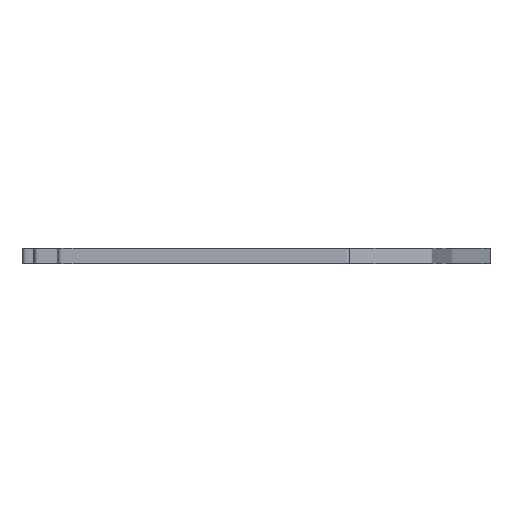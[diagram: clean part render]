
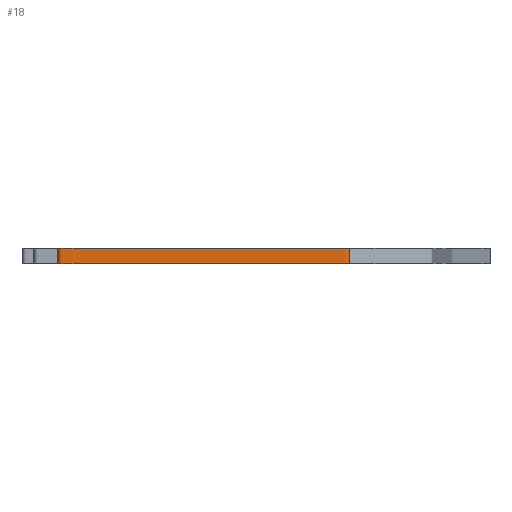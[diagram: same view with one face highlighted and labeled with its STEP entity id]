
A CAD part, left-side view. The second image highlights one B-rep face of the part: STEP entity #18.
In plain terms, the highlighted free-form (B-spline) face has degree [2, 1] with [15, 2] control points.
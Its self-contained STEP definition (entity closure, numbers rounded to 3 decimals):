
#18=ADVANCED_FACE('',(#83),#627,.T.);
#83=FACE_OUTER_BOUND('',#148,.T.);
#148=EDGE_LOOP('',(#244,#245,#246,#247));
#244=ORIENTED_EDGE('',*,*,#374,.T.);
#245=ORIENTED_EDGE('',*,*,#375,.T.);
#246=ORIENTED_EDGE('',*,*,#376,.F.);
#247=ORIENTED_EDGE('',*,*,#371,.F.);
#371=EDGE_CURVE('',#550,#581,#503,.T.);
#374=EDGE_CURVE('',#550,#551,#506,.T.);
#375=EDGE_CURVE('',#551,#582,#507,.T.);
#376=EDGE_CURVE('',#581,#582,#508,.T.);
#503=(
BOUNDED_CURVE()
B_SPLINE_CURVE(1,(#3352,#3353),.UNSPECIFIED.,.F.,.F.)
B_SPLINE_CURVE_WITH_KNOTS((2,2),(0.,1.),.UNSPECIFIED.)
CURVE()
GEOMETRIC_REPRESENTATION_ITEM()
RATIONAL_B_SPLINE_CURVE((1.,1.))
REPRESENTATION_ITEM('')
);
#506=(
BOUNDED_CURVE()
B_SPLINE_CURVE(2,(#3383,#3384,#3385,#3386,#3387,#3388,#3389,#3390,#3391,
#3392,#3393,#3394,#3395,#3396,#3397),.UNSPECIFIED.,.F.,.F.)
B_SPLINE_CURVE_WITH_KNOTS((3,2,2,2,2,2,2,3),(66.867,80.32,
80.356,81.002,81.038,101.514,102.16,
108.671),.UNSPECIFIED.)
CURVE()
GEOMETRIC_REPRESENTATION_ITEM()
RATIONAL_B_SPLINE_CURVE((1.,1.,1.,1.,1.,0.707,1.,1.,1.,1.,1.,
0.707,1.,1.,1.))
REPRESENTATION_ITEM('')
);
#507=(
BOUNDED_CURVE()
B_SPLINE_CURVE(1,(#3398,#3399),.UNSPECIFIED.,.F.,.F.)
B_SPLINE_CURVE_WITH_KNOTS((2,2),(0.,1.),.UNSPECIFIED.)
CURVE()
GEOMETRIC_REPRESENTATION_ITEM()
RATIONAL_B_SPLINE_CURVE((1.,1.))
REPRESENTATION_ITEM('')
);
#508=(
BOUNDED_CURVE()
B_SPLINE_CURVE(2,(#3400,#3401,#3402,#3403,#3404,#3405,#3406,#3407,#3408,
#3409,#3410,#3411,#3412,#3413,#3414),.UNSPECIFIED.,.F.,.F.)
B_SPLINE_CURVE_WITH_KNOTS((3,2,2,2,2,2,2,3),(66.867,80.32,
80.356,81.002,81.038,101.514,102.16,
108.671),.UNSPECIFIED.)
CURVE()
GEOMETRIC_REPRESENTATION_ITEM()
RATIONAL_B_SPLINE_CURVE((1.,1.,1.,1.,1.,0.707,1.,1.,1.,1.,1.,
0.707,1.,1.,1.))
REPRESENTATION_ITEM('')
);
#550=VERTEX_POINT('',#3239);
#551=VERTEX_POINT('',#3240);
#581=VERTEX_POINT('',#3270);
#582=VERTEX_POINT('',#3271);
#627=(
BOUNDED_SURFACE()
B_SPLINE_SURFACE(2,1,((#739,#740),(#741,#742),(#743,#744),(#745,#746),(#747,
#748),(#749,#750),(#751,#752),(#753,#754),(#755,#756),(#757,#758),(#759,
#760),(#761,#762),(#763,#764),(#765,#766),(#767,#768)),.UNSPECIFIED.,.F.,
 .F.,.F.)
B_SPLINE_SURFACE_WITH_KNOTS((3,2,2,2,2,2,2,3),(2,2),(66.867,80.32,
80.356,81.002,81.038,101.514,102.16,
108.671),(0.,1.),.UNSPECIFIED.)
GEOMETRIC_REPRESENTATION_ITEM()
RATIONAL_B_SPLINE_SURFACE(((1.,1.),(1.,1.),(1.,1.),(1.,1.),(1.,1.),(0.707,
0.707),(1.,1.),(1.,1.),(1.,1.),(1.,1.),(1.,1.),(0.707,
0.707),(1.,1.),(1.,1.),(1.,1.)))
REPRESENTATION_ITEM('')
SURFACE()
);
#739=CARTESIAN_POINT('',(74.556,-265.542,0.));
#740=CARTESIAN_POINT('',(74.556,-265.542,-3.15));
#741=CARTESIAN_POINT('',(55.813,-265.542,0.));
#742=CARTESIAN_POINT('',(55.813,-265.542,-3.15));
#743=CARTESIAN_POINT('',(37.07,-265.542,0.));
#744=CARTESIAN_POINT('',(37.07,-265.542,-3.15));
#745=CARTESIAN_POINT('',(37.02,-265.542,0.));
#746=CARTESIAN_POINT('',(37.02,-265.542,-3.15));
#747=CARTESIAN_POINT('',(36.97,-265.542,0.));
#748=CARTESIAN_POINT('',(36.97,-265.542,-3.15));
#749=CARTESIAN_POINT('',(36.07,-265.542,0.));
#750=CARTESIAN_POINT('',(36.07,-265.542,-3.15));
#751=CARTESIAN_POINT('',(36.07,-264.642,0.));
#752=CARTESIAN_POINT('',(36.07,-264.642,-3.15));
#753=CARTESIAN_POINT('',(36.07,-264.592,0.));
#754=CARTESIAN_POINT('',(36.07,-264.592,-3.15));
#755=CARTESIAN_POINT('',(36.07,-264.542,0.));
#756=CARTESIAN_POINT('',(36.07,-264.542,-3.15));
#757=CARTESIAN_POINT('',(36.07,-236.017,0.));
#758=CARTESIAN_POINT('',(36.07,-236.017,-3.15));
#759=CARTESIAN_POINT('',(36.07,-207.492,0.));
#760=CARTESIAN_POINT('',(36.07,-207.492,-3.15));
#761=CARTESIAN_POINT('',(36.07,-206.592,0.));
#762=CARTESIAN_POINT('',(36.07,-206.592,-3.15));
#763=CARTESIAN_POINT('',(36.97,-206.592,0.));
#764=CARTESIAN_POINT('',(36.97,-206.592,-3.15));
#765=CARTESIAN_POINT('',(46.042,-206.591,0.));
#766=CARTESIAN_POINT('',(46.042,-206.591,-3.15));
#767=CARTESIAN_POINT('',(55.113,-206.591,0.));
#768=CARTESIAN_POINT('',(55.113,-206.591,-3.15));
#3239=CARTESIAN_POINT('',(74.556,-265.542,0.));
#3240=CARTESIAN_POINT('',(55.113,-206.591,0.));
#3270=CARTESIAN_POINT('',(74.556,-265.542,-3.15));
#3271=CARTESIAN_POINT('',(55.113,-206.591,-3.15));
#3352=CARTESIAN_POINT('',(74.556,-265.542,0.));
#3353=CARTESIAN_POINT('',(74.556,-265.542,-3.15));
#3383=CARTESIAN_POINT('',(74.556,-265.542,0.));
#3384=CARTESIAN_POINT('',(55.813,-265.542,0.));
#3385=CARTESIAN_POINT('',(37.07,-265.542,0.));
#3386=CARTESIAN_POINT('',(37.02,-265.542,0.));
#3387=CARTESIAN_POINT('',(36.97,-265.542,0.));
#3388=CARTESIAN_POINT('',(36.07,-265.542,0.));
#3389=CARTESIAN_POINT('',(36.07,-264.642,0.));
#3390=CARTESIAN_POINT('',(36.07,-264.592,0.));
#3391=CARTESIAN_POINT('',(36.07,-264.542,0.));
#3392=CARTESIAN_POINT('',(36.07,-236.017,0.));
#3393=CARTESIAN_POINT('',(36.07,-207.492,0.));
#3394=CARTESIAN_POINT('',(36.07,-206.592,0.));
#3395=CARTESIAN_POINT('',(36.97,-206.592,0.));
#3396=CARTESIAN_POINT('',(46.042,-206.591,0.));
#3397=CARTESIAN_POINT('',(55.113,-206.591,0.));
#3398=CARTESIAN_POINT('',(55.113,-206.591,0.));
#3399=CARTESIAN_POINT('',(55.113,-206.591,-3.15));
#3400=CARTESIAN_POINT('',(74.556,-265.542,-3.15));
#3401=CARTESIAN_POINT('',(55.813,-265.542,-3.15));
#3402=CARTESIAN_POINT('',(37.07,-265.542,-3.15));
#3403=CARTESIAN_POINT('',(37.02,-265.542,-3.15));
#3404=CARTESIAN_POINT('',(36.97,-265.542,-3.15));
#3405=CARTESIAN_POINT('',(36.07,-265.542,-3.15));
#3406=CARTESIAN_POINT('',(36.07,-264.642,-3.15));
#3407=CARTESIAN_POINT('',(36.07,-264.592,-3.15));
#3408=CARTESIAN_POINT('',(36.07,-264.542,-3.15));
#3409=CARTESIAN_POINT('',(36.07,-236.017,-3.15));
#3410=CARTESIAN_POINT('',(36.07,-207.492,-3.15));
#3411=CARTESIAN_POINT('',(36.07,-206.592,-3.15));
#3412=CARTESIAN_POINT('',(36.97,-206.592,-3.15));
#3413=CARTESIAN_POINT('',(46.042,-206.591,-3.15));
#3414=CARTESIAN_POINT('',(55.113,-206.591,-3.15));
